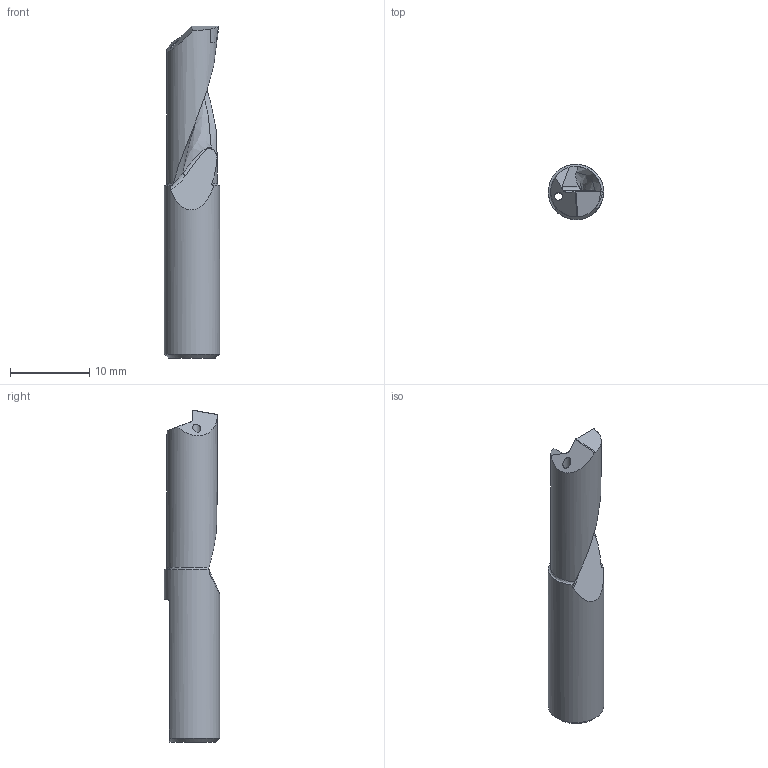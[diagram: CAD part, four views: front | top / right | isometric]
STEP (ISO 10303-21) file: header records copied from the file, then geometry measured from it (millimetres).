
FILE_DESCRIPTION (( 'STEP AP203' ), '1' );
FILE_NAME ('RDT.7-20.step', '2024-06-06T07:30:25', ( '' ), ( '' ), 'SwSTEP 2.0', 'SolidWorks 2022', '' );
FILE_SCHEMA (( 'CONFIG_CONTROL_DESIGN' ));
Length unit declared in the file: millimetre
Products named in the file (1): RDT.7-20
Bounding box: 7 x 7 x 42 mm (x, y, z)
Volume: 1210.2 mm3; surface area: 1038.9 mm2
Topology: 1 solids, 1 shells, 31 faces, 86 edges, 57 vertices
Faces by surface type: plane 13, cylinder 9, bspline 6, torus 2, cone 1
Full cylindrical faces by diameter (mm): 1 x1, 7 x1
Entity records: 1471 total; most frequent: CARTESIAN_POINT 763, ORIENTED_EDGE 162, DIRECTION 89, EDGE_CURVE 81, VERTEX_POINT 54, EDGE_LOOP 35, AXIS2_PLACEMENT_3D 33, FACE_OUTER_BOUND 33
